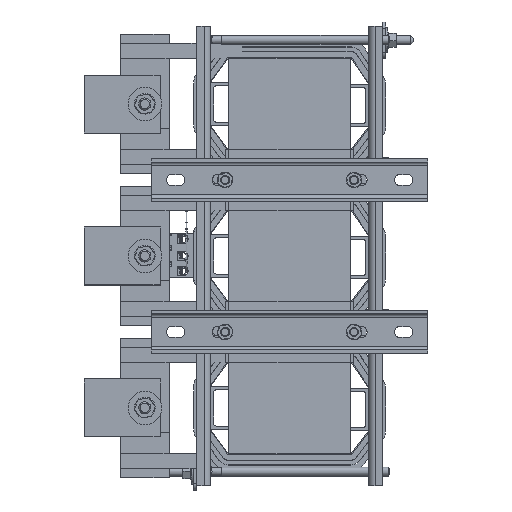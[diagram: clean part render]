
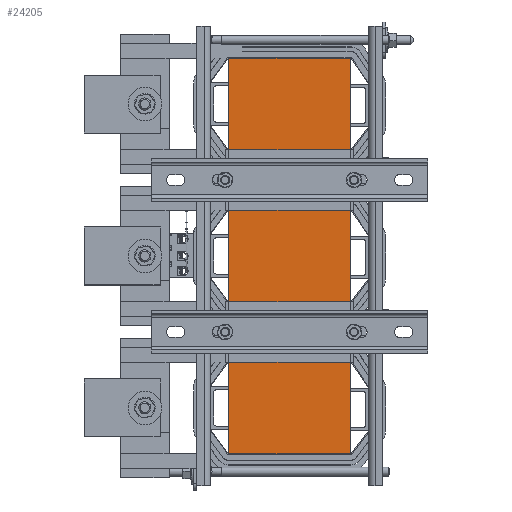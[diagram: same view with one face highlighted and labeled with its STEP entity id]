
A CAD part, left-side view. The second image highlights one B-rep face of the part: STEP entity #24205.
In plain terms, the highlighted planar face has unit normal (-1, 0, 0).
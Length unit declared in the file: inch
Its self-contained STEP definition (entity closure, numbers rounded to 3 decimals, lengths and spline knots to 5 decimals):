
#2633=FACE_OUTER_BOUND('',#3994,.T.);
#3994=EDGE_LOOP('',(#17137,#17138,#17139,#17140));
#5736=LINE('',#35568,#8111);
#5738=LINE('',#35573,#8113);
#5739=LINE('',#35574,#8114);
#5740=LINE('',#35575,#8115);
#8111=VECTOR('',#29259,0.3937);
#8113=VECTOR('',#29263,0.3937);
#8114=VECTOR('',#29264,0.3937);
#8115=VECTOR('',#29265,0.3937);
#10422=VERTEX_POINT('',#35565);
#10423=VERTEX_POINT('',#35567);
#10424=VERTEX_POINT('',#35571);
#10425=VERTEX_POINT('',#35572);
#12966=EDGE_CURVE('',#10423,#10422,#5736,.T.);
#12968=EDGE_CURVE('',#10424,#10425,#5738,.T.);
#12969=EDGE_CURVE('',#10425,#10423,#5739,.T.);
#12970=EDGE_CURVE('',#10424,#10422,#5740,.T.);
#17137=ORIENTED_EDGE('',*,*,#12968,.T.);
#17138=ORIENTED_EDGE('',*,*,#12969,.T.);
#17139=ORIENTED_EDGE('',*,*,#12966,.T.);
#17140=ORIENTED_EDGE('',*,*,#12970,.F.);
#23216=PLANE('',#26501);
#24205=ADVANCED_FACE('',(#2633),#23216,.T.);
#26501=AXIS2_PLACEMENT_3D('',#35570,#29261,#29262);
#29259=DIRECTION('',(0.,-1.,0.));
#29261=DIRECTION('center_axis',(-1.,0.,0.));
#29262=DIRECTION('ref_axis',(0.,0.,1.));
#29263=DIRECTION('',(0.,1.,0.));
#29264=DIRECTION('',(0.,0.,-1.));
#29265=DIRECTION('',(0.,0.,-1.));
#35565=CARTESIAN_POINT('',(-1.21835,-4.15155,-8.125));
#35567=CARTESIAN_POINT('',(-1.21835,0.84845,-8.125));
#35568=CARTESIAN_POINT('',(-1.21835,-4.15155,-8.125));
#35570=CARTESIAN_POINT('Origin',(-1.21835,-4.15155,0.));
#35571=CARTESIAN_POINT('',(-1.21835,-4.15155,8.125));
#35572=CARTESIAN_POINT('',(-1.21835,0.84845,8.125));
#35573=CARTESIAN_POINT('',(-1.21835,-4.15155,8.125));
#35574=CARTESIAN_POINT('',(-1.21835,0.84845,0.));
#35575=CARTESIAN_POINT('',(-1.21835,-4.15155,0.));
